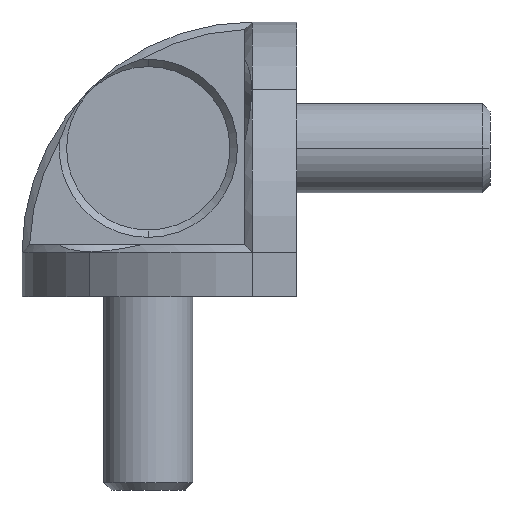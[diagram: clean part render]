
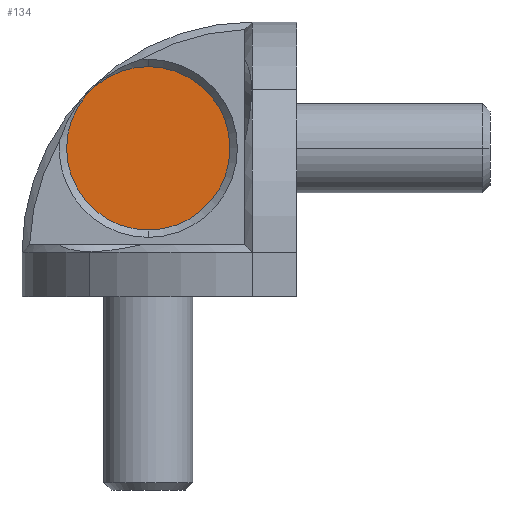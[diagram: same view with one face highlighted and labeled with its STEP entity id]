
A CAD part, front view. The second image highlights one B-rep face of the part: STEP entity #134.
In plain terms, the highlighted planar face has unit normal (0, -1, 0).
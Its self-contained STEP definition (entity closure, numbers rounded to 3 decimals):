
#134=ADVANCED_FACE('',(#292),#293,.T.);
#292=FACE_OUTER_BOUND('',#474,.T.);
#293=PLANE('',#475);
#474=EDGE_LOOP('',(#789,#790));
#475=AXIS2_PLACEMENT_3D('',#791,#792,#793);
#789=ORIENTED_EDGE('',*,*,#1101,.F.);
#790=ORIENTED_EDGE('',*,*,#1184,.F.);
#791=CARTESIAN_POINT('',(-7.25,7.0,0.0));
#792=DIRECTION('',(0.0,-1.0,0.0));
#793=DIRECTION('',(0.0,0.0,-1.0));
#1101=EDGE_CURVE('',#1314,#1310,#1316,.T.);
#1184=EDGE_CURVE('',#1310,#1314,#1444,.T.);
#1310=VERTEX_POINT('',#1634);
#1314=VERTEX_POINT('',#1639);
#1316=CIRCLE('',#1642,5.497);
#1444=CIRCLE('',#1981,5.497);
#1634=CARTESIAN_POINT('',(-10.0,7.0,-5.499));
#1639=CARTESIAN_POINT('',(-10.0,7.0,5.496));
#1642=AXIS2_PLACEMENT_3D('',#2186,#2187,#2188);
#1981=AXIS2_PLACEMENT_3D('',#2286,#2287,#2288);
#2186=CARTESIAN_POINT('',(-10.0,7.0,-0.002));
#2187=DIRECTION('',(-0.0,1.0,0.0));
#2188=DIRECTION('',(0.,0.0,-1.0));
#2286=CARTESIAN_POINT('',(-10.0,7.0,-0.002));
#2287=DIRECTION('',(-0.0,1.0,0.0));
#2288=DIRECTION('',(0.,0.0,-1.0));
